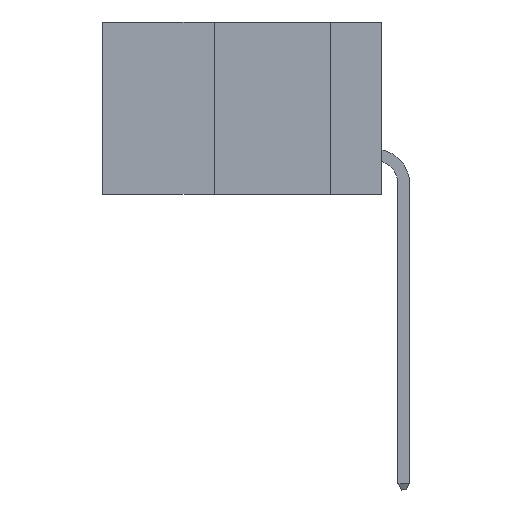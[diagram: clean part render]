
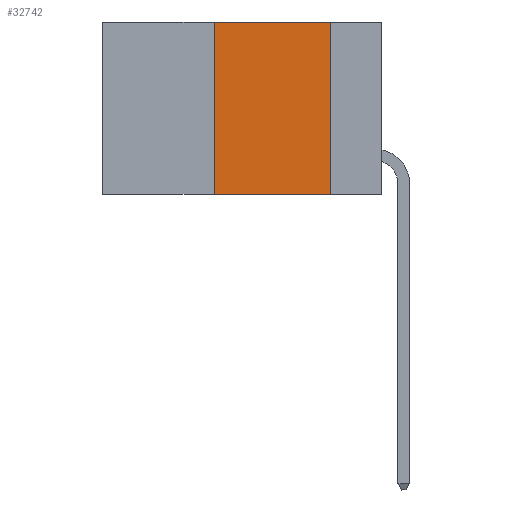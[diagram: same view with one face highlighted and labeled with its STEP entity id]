
A CAD part, left-side view. The second image highlights one B-rep face of the part: STEP entity #32742.
In plain terms, the highlighted planar face has unit normal (-1, 0, 0).
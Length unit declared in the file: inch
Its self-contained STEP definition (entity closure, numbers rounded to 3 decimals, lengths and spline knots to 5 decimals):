
#3 = CARTESIAN_POINT ( 'NONE',  ( 0., 0.11, 0. ) ) ;
#206 = ORIENTED_EDGE ( 'NONE', *, *, #34161, .F. ) ;
#849 = CARTESIAN_POINT ( 'NONE',  ( 0., 0.11, 0. ) ) ;
#861 = DIRECTION ( 'NONE',  ( 0., 0., -1. ) ) ;
#2507 = VECTOR ( 'NONE', #39334, 39.37008 ) ;
#2509 = CARTESIAN_POINT ( 'NONE',  ( 0., 0.36, 0. ) ) ;
#3279 = ORIENTED_EDGE ( 'NONE', *, *, #37666, .F. ) ;
#4241 = CARTESIAN_POINT ( 'NONE',  ( 0., 0.6, 0. ) ) ;
#7217 = LINE ( 'NONE', #3, #2507 ) ;
#7630 = AXIS2_PLACEMENT_3D ( 'NONE', #4241, #18952, #861 ) ;
#7898 = DIRECTION ( 'NONE',  ( 0., 0., 1. ) ) ;
#8136 = LINE ( 'NONE', #15152, #47379 ) ;
#8215 = LINE ( 'NONE', #12080, #41809 ) ;
#11312 = VERTEX_POINT ( 'NONE', #44393 ) ;
#12080 = CARTESIAN_POINT ( 'NONE',  ( 0., 0.6, -0.37 ) ) ;
#13243 = EDGE_CURVE ( 'NONE', #24125, #11312, #8215, .T. ) ;
#15152 = CARTESIAN_POINT ( 'NONE',  ( 0., 0.36, 0. ) ) ;
#18952 = DIRECTION ( 'NONE',  ( 1., 0., 0. ) ) ;
#22581 = FACE_OUTER_BOUND ( 'NONE', #22588, .T. ) ;
#22588 = EDGE_LOOP ( 'NONE', ( #3279, #206, #45429, #41977 ) ) ;
#24125 = VERTEX_POINT ( 'NONE', #45266 ) ;
#26155 = EDGE_CURVE ( 'NONE', #24125, #31749, #8136, .T. ) ;
#26630 = VERTEX_POINT ( 'NONE', #849 ) ;
#26802 = DIRECTION ( 'NONE',  ( 0., -1., 0. ) ) ;
#28311 = LINE ( 'NONE', #42790, #36986 ) ;
#31749 = VERTEX_POINT ( 'NONE', #2509 ) ;
#32742 = ADVANCED_FACE ( 'NONE', ( #22581 ), #41157, .F. ) ;
#34161 = EDGE_CURVE ( 'NONE', #31749, #26630, #28311, .T. ) ;
#36986 = VECTOR ( 'NONE', #43026, 39.37008 ) ;
#37666 = EDGE_CURVE ( 'NONE', #26630, #11312, #7217, .T. ) ;
#39334 = DIRECTION ( 'NONE',  ( 0., 0., -1. ) ) ;
#41157 = PLANE ( 'NONE',  #7630 ) ;
#41809 = VECTOR ( 'NONE', #26802, 39.37008 ) ;
#41977 = ORIENTED_EDGE ( 'NONE', *, *, #13243, .T. ) ;
#42790 = CARTESIAN_POINT ( 'NONE',  ( 0., 0.6, 0. ) ) ;
#43026 = DIRECTION ( 'NONE',  ( 0., -1., 0. ) ) ;
#44393 = CARTESIAN_POINT ( 'NONE',  ( 0., 0.11, -0.37 ) ) ;
#45266 = CARTESIAN_POINT ( 'NONE',  ( 0., 0.36, -0.37 ) ) ;
#45429 = ORIENTED_EDGE ( 'NONE', *, *, #26155, .F. ) ;
#47379 = VECTOR ( 'NONE', #7898, 39.37008 ) ;
